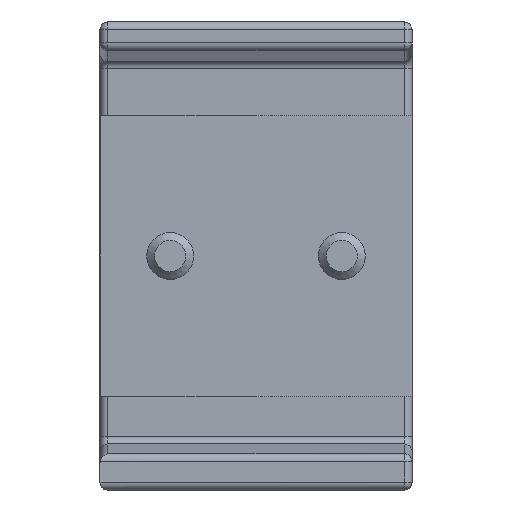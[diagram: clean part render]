
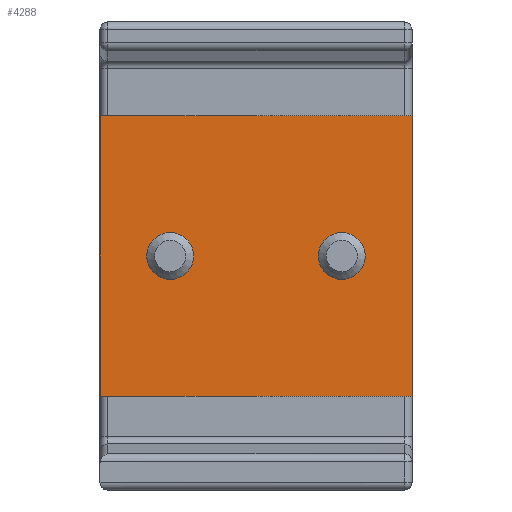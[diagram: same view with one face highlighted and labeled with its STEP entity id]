
A CAD part, front view. The second image highlights one B-rep face of the part: STEP entity #4288.
In plain terms, the highlighted face is planar.
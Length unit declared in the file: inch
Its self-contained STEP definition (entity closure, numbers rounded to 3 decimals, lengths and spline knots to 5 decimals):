
#4000=CARTESIAN_POINT('',(-0.6875,0.15625,0.25));
#4001=VERTEX_POINT('',#4000);
#4017=CARTESIAN_POINT('',(-0.6875,-0.15625,0.25));
#4018=VERTEX_POINT('',#4017);
#4025=CARTESIAN_POINT('',(-0.6875,0.0,0.25));
#4026=DIRECTION('',(0.0,0.0,-1.0));
#4027=DIRECTION('',(0.0,1.0,0.0));
#4028=AXIS2_PLACEMENT_3D('',#4025,#4026,#4027);
#4029=CIRCLE('',#4028,0.15625);
#4030=EDGE_CURVE('',#4001,#4018,#4029,.T.);
#4042=CARTESIAN_POINT('',(0.6875,0.15625,0.25));
#4043=VERTEX_POINT('',#4042);
#4059=CARTESIAN_POINT('',(0.6875,-0.15625,0.25));
#4060=VERTEX_POINT('',#4059);
#4067=CARTESIAN_POINT('',(0.6875,0.0,0.25));
#4068=DIRECTION('',(0.0,0.0,-1.0));
#4069=DIRECTION('',(0.0,1.0,0.0));
#4070=AXIS2_PLACEMENT_3D('',#4067,#4068,#4069);
#4071=CIRCLE('',#4070,0.15625);
#4072=EDGE_CURVE('',#4043,#4060,#4071,.T.);
#4083=CARTESIAN_POINT('',(0.6875,0.0,0.25));
#4084=DIRECTION('',(0.0,0.0,-1.0));
#4085=DIRECTION('',(0.0,1.0,0.0));
#4086=AXIS2_PLACEMENT_3D('',#4083,#4084,#4085);
#4087=CIRCLE('',#4086,0.15625);
#4088=EDGE_CURVE('',#4060,#4043,#4087,.T.);
#4107=CARTESIAN_POINT('',(-0.6875,0.0,0.25));
#4108=DIRECTION('',(0.0,0.0,-1.0));
#4109=DIRECTION('',(0.0,1.0,0.0));
#4110=AXIS2_PLACEMENT_3D('',#4107,#4108,#4109);
#4111=CIRCLE('',#4110,0.15625);
#4112=EDGE_CURVE('',#4018,#4001,#4111,.T.);
#4130=CARTESIAN_POINT('',(-1.25,-1.125,0.25));
#4131=VERTEX_POINT('',#4130);
#4132=CARTESIAN_POINT('',(-1.25,1.125,0.25));
#4133=VERTEX_POINT('',#4132);
#4134=CARTESIAN_POINT('',(-1.25,-1.125,0.25));
#4135=DIRECTION('',(0.0,1.0,0.0));
#4136=VECTOR('',#4135,2.25);
#4137=LINE('',#4134,#4136);
#4138=EDGE_CURVE('',#4131,#4133,#4137,.T.);
#4170=CARTESIAN_POINT('',(1.25,1.125,0.25));
#4171=VERTEX_POINT('',#4170);
#4172=CARTESIAN_POINT('',(-1.25,1.125,0.25));
#4173=DIRECTION('',(1.0,0.0,0.0));
#4174=VECTOR('',#4173,2.5);
#4175=LINE('',#4172,#4174);
#4176=EDGE_CURVE('',#4133,#4171,#4175,.T.);
#4201=CARTESIAN_POINT('',(1.25,-1.125,0.25));
#4202=VERTEX_POINT('',#4201);
#4203=CARTESIAN_POINT('',(1.25,1.125,0.25));
#4204=DIRECTION('',(0.0,-1.0,0.0));
#4205=VECTOR('',#4204,2.25);
#4206=LINE('',#4203,#4205);
#4207=EDGE_CURVE('',#4171,#4202,#4206,.T.);
#4232=CARTESIAN_POINT('',(1.25,-1.125,0.25));
#4233=DIRECTION('',(-1.0,0.0,0.0));
#4234=VECTOR('',#4233,2.5);
#4235=LINE('',#4232,#4234);
#4236=EDGE_CURVE('',#4202,#4131,#4235,.T.);
#4269=CARTESIAN_POINT('',(-1.375,-1.2375,0.25));
#4270=DIRECTION('',(0.0,0.0,-1.0));
#4271=DIRECTION('',(-1.0,0.0,0.0));
#4272=AXIS2_PLACEMENT_3D('',#4269,#4270,#4271);
#4273=PLANE('',#4272);
#4274=ORIENTED_EDGE('',*,*,#4138,.F.);
#4275=ORIENTED_EDGE('',*,*,#4236,.F.);
#4276=ORIENTED_EDGE('',*,*,#4207,.F.);
#4277=ORIENTED_EDGE('',*,*,#4176,.F.);
#4278=EDGE_LOOP('',(#4274,#4275,#4276,#4277));
#4279=FACE_OUTER_BOUND('',#4278,.T.);
#4280=ORIENTED_EDGE('',*,*,#4072,.T.);
#4281=ORIENTED_EDGE('',*,*,#4088,.T.);
#4282=EDGE_LOOP('',(#4280,#4281));
#4283=FACE_BOUND('',#4282,.T.);
#4284=ORIENTED_EDGE('',*,*,#4030,.T.);
#4285=ORIENTED_EDGE('',*,*,#4112,.T.);
#4286=EDGE_LOOP('',(#4284,#4285));
#4287=FACE_BOUND('',#4286,.T.);
#4288=ADVANCED_FACE('',(#4279,#4283,#4287),#4273,.F.);
